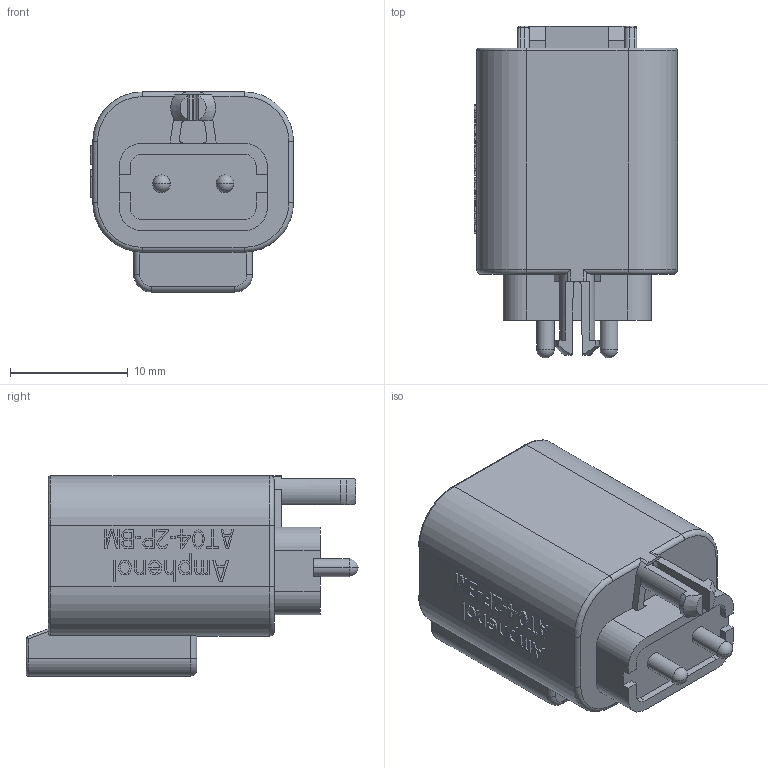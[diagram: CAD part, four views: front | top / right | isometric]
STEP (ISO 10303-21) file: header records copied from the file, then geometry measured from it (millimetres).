
FILE_DESCRIPTION((''),'2;1');
FILE_NAME('PL000385','2016-02-26T',('Orion.Li'),(''),'PRO/ENGINEER BY PARAMETRIC TECHNOLOGY CORPORATION, 2013230','PRO/ENGINEER BY PARAMETRIC TECHNOLOGY CORPORATION, 2013230','');
FILE_SCHEMA(('CONFIG_CONTROL_DESIGN'));
Length unit declared in the file: millimetre
Products named in the file (1): PL000385
Bounding box: 17.25 x 28.2 x 17 mm (x, y, z)
Volume: 1655.4 mm3; surface area: 2946 mm2
Topology: 1 solids, 1 shells, 648 faces, 1791 edges, 1171 vertices
Faces by surface type: plane 523, cylinder 67, extrusion 22, torus 16, sphere 10, cone 6, bspline 4
Entity records: 20700 total; most frequent: CARTESIAN_POINT 4217, ORIENTED_EDGE 3566, DIRECTION 3114, EDGE_CURVE 1783, VECTOR 1570, LINE 1548, VERTEX_POINT 1171, AXIS2_PLACEMENT_3D 772
